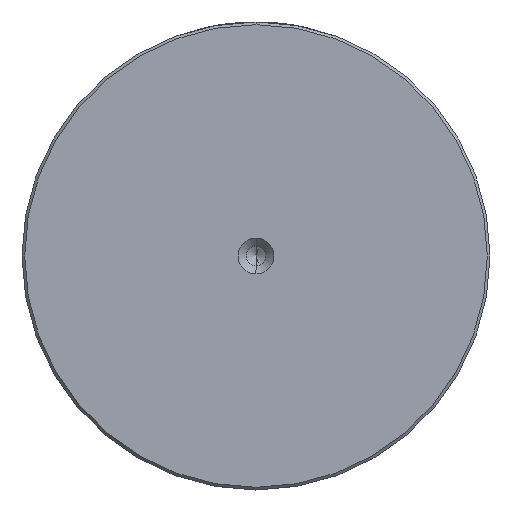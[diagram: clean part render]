
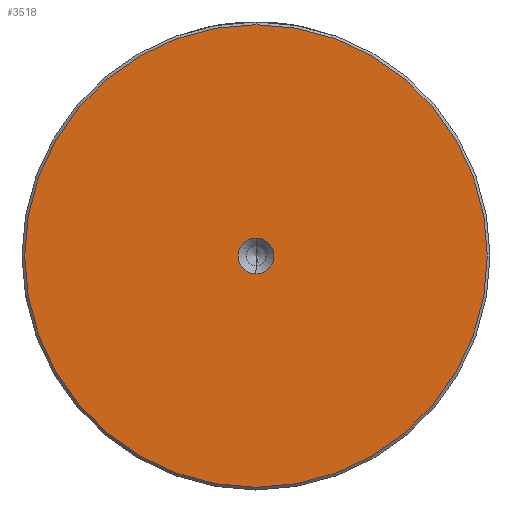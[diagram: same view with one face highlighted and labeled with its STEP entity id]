
A CAD part, left-side view. The second image highlights one B-rep face of the part: STEP entity #3518.
In plain terms, the highlighted planar face has unit normal (-1, 0, 0).
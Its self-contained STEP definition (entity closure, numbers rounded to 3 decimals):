
#7 = CARTESIAN_POINT ( 'NONE',  ( 0., 0., 0. ) ) ;
#139 = DIRECTION ( 'NONE',  ( 0., 0., 1. ) ) ;
#217 = EDGE_LOOP ( 'NONE', ( #2750, #1564 ) ) ;
#318 = DIRECTION ( 'NONE',  ( 0., 0., 1. ) ) ;
#473 = ORIENTED_EDGE ( 'NONE', *, *, #809, .T. ) ;
#611 = VERTEX_POINT ( 'NONE', #992 ) ;
#635 = VERTEX_POINT ( 'NONE', #2859 ) ;
#809 = EDGE_CURVE ( 'NONE', #3284, #635, #2408, .T. ) ;
#837 = EDGE_CURVE ( 'NONE', #611, #2848, #3057, .T. ) ;
#879 = AXIS2_PLACEMENT_3D ( 'NONE', #1205, #3161, #1497 ) ;
#902 = CARTESIAN_POINT ( 'NONE',  ( 0., 0., 0. ) ) ;
#920 = AXIS2_PLACEMENT_3D ( 'NONE', #3172, #1511, #3463 ) ;
#992 = CARTESIAN_POINT ( 'NONE',  ( 0., 0., 3.3 ) ) ;
#1142 = ORIENTED_EDGE ( 'NONE', *, *, #1678, .T. ) ;
#1191 = DIRECTION ( 'NONE',  ( 0., 0., 1. ) ) ;
#1205 = CARTESIAN_POINT ( 'NONE',  ( 0., 0., 0. ) ) ;
#1231 = EDGE_CURVE ( 'NONE', #2848, #611, #2404, .T. ) ;
#1329 = CARTESIAN_POINT ( 'NONE',  ( 0., 0., 0. ) ) ;
#1356 = CARTESIAN_POINT ( 'NONE',  ( 0., 0., 42.5 ) ) ;
#1497 = DIRECTION ( 'NONE',  ( 0., 0., 1. ) ) ;
#1511 = DIRECTION ( 'NONE',  ( -1., 0., 0. ) ) ;
#1564 = ORIENTED_EDGE ( 'NONE', *, *, #1231, .F. ) ;
#1678 = EDGE_CURVE ( 'NONE', #635, #3284, #2011, .T. ) ;
#1715 = CARTESIAN_POINT ( 'NONE',  ( 0., 0., -3.3 ) ) ;
#2011 = CIRCLE ( 'NONE', #2966, 42.5 ) ;
#2034 = DIRECTION ( 'NONE',  ( -1., 0., 0. ) ) ;
#2092 = FACE_OUTER_BOUND ( 'NONE', #3556, .T. ) ;
#2404 = CIRCLE ( 'NONE', #920, 3.3 ) ;
#2408 = CIRCLE ( 'NONE', #3601, 42.5 ) ;
#2740 = FACE_BOUND ( 'NONE', #217, .T. ) ;
#2750 = ORIENTED_EDGE ( 'NONE', *, *, #837, .F. ) ;
#2848 = VERTEX_POINT ( 'NONE', #1715 ) ;
#2859 = CARTESIAN_POINT ( 'NONE',  ( 0., 0., -42.5 ) ) ;
#2870 = DIRECTION ( 'NONE',  ( -1., 0., 0. ) ) ;
#2966 = AXIS2_PLACEMENT_3D ( 'NONE', #1329, #3278, #139 ) ;
#3057 = CIRCLE ( 'NONE', #879, 3.3 ) ;
#3161 = DIRECTION ( 'NONE',  ( -1., 0., 0. ) ) ;
#3172 = CARTESIAN_POINT ( 'NONE',  ( 0., 0., 0. ) ) ;
#3261 = AXIS2_PLACEMENT_3D ( 'NONE', #7, #2034, #318 ) ;
#3278 = DIRECTION ( 'NONE',  ( -1., 0., 0. ) ) ;
#3284 = VERTEX_POINT ( 'NONE', #1356 ) ;
#3421 = PLANE ( 'NONE',  #3261 ) ;
#3463 = DIRECTION ( 'NONE',  ( 0., 0., 1. ) ) ;
#3518 = ADVANCED_FACE ( 'NONE', ( #2092, #2740 ), #3421, .T. ) ;
#3556 = EDGE_LOOP ( 'NONE', ( #1142, #473 ) ) ;
#3601 = AXIS2_PLACEMENT_3D ( 'NONE', #902, #2870, #1191 ) ;
